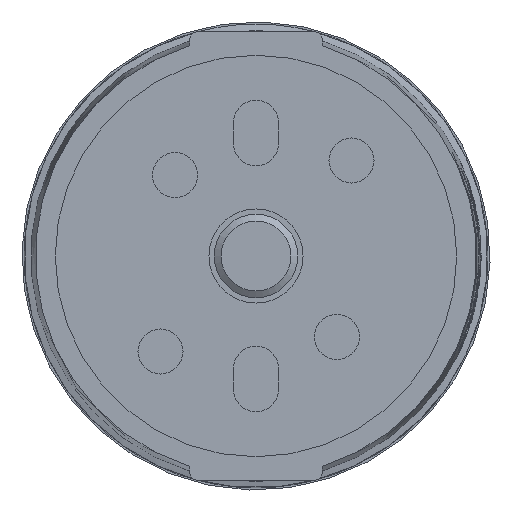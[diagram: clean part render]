
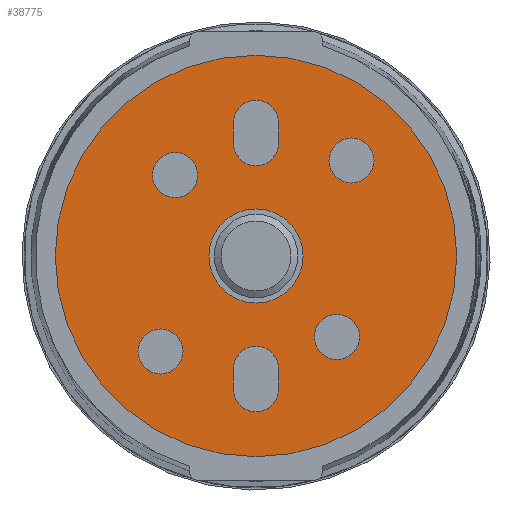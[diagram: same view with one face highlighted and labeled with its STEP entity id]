
A CAD part, front view. The second image highlights one B-rep face of the part: STEP entity #38775.
In plain terms, the highlighted planar face has unit normal (0, -1, 0).
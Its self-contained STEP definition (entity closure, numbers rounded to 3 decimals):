
#290 = CARTESIAN_POINT ( 'NONE',  ( -21.213, 0., -21.213 ) ) ;
#489 = CARTESIAN_POINT ( 'NONE',  ( 5., 0., 0. ) ) ;
#648 = CARTESIAN_POINT ( 'NONE',  ( 21.213, 0., 21.213 ) ) ;
#1042 = EDGE_CURVE ( 'NONE', #36496, #36496, #41138, .T. ) ;
#1274 = EDGE_CURVE ( 'NONE', #18237, #34836, #23360, .T. ) ;
#2533 = CARTESIAN_POINT ( 'NONE',  ( 0., 0., 0. ) ) ;
#2703 = DIRECTION ( 'NONE',  ( 0., 0., -1. ) ) ;
#3100 = DIRECTION ( 'NONE',  ( 0., 0., 1. ) ) ;
#3536 = CARTESIAN_POINT ( 'NONE',  ( -17.961, 0., 17.961 ) ) ;
#3681 = VERTEX_POINT ( 'NONE', #14511 ) ;
#6195 = ORIENTED_EDGE ( 'NONE', *, *, #29665, .F. ) ;
#6451 = FACE_BOUND ( 'NONE', #8562, .T. ) ;
#7166 = CARTESIAN_POINT ( 'NONE',  ( 0., 0., -10.45 ) ) ;
#7906 = CARTESIAN_POINT ( 'NONE',  ( 17.961, 0., -12.961 ) ) ;
#8197 = DIRECTION ( 'NONE',  ( 0., 0., 1. ) ) ;
#8371 = EDGE_CURVE ( 'NONE', #3681, #3681, #31896, .T. ) ;
#8562 = EDGE_LOOP ( 'NONE', ( #9638 ) ) ;
#9276 = CARTESIAN_POINT ( 'NONE',  ( 0., 0., 29.6 ) ) ;
#9304 = VECTOR ( 'NONE', #8197, 1000. ) ;
#9346 = AXIS2_PLACEMENT_3D ( 'NONE', #20977, #12973, #13141 ) ;
#9638 = ORIENTED_EDGE ( 'NONE', *, *, #8371, .F. ) ;
#9778 = AXIS2_PLACEMENT_3D ( 'NONE', #290, #24830, #41546 ) ;
#9802 = CARTESIAN_POINT ( 'NONE',  ( 5., 0., -29.6 ) ) ;
#10015 = VERTEX_POINT ( 'NONE', #29692 ) ;
#10240 = CIRCLE ( 'NONE', #24506, 10.45 ) ;
#10459 = FACE_BOUND ( 'NONE', #21058, .T. ) ;
#11109 = AXIS2_PLACEMENT_3D ( 'NONE', #11932, #45258, #53689 ) ;
#11696 = ORIENTED_EDGE ( 'NONE', *, *, #30871, .F. ) ;
#11932 = CARTESIAN_POINT ( 'NONE',  ( 0., 0., 0. ) ) ;
#12973 = DIRECTION ( 'NONE',  ( 0., -1., 0. ) ) ;
#13128 = DIRECTION ( 'NONE',  ( 0., 0., 1. ) ) ;
#13141 = DIRECTION ( 'NONE',  ( 0., 0., 1. ) ) ;
#13148 = EDGE_LOOP ( 'NONE', ( #38111 ) ) ;
#13227 = CIRCLE ( 'NONE', #51119, 5. ) ;
#13557 = VERTEX_POINT ( 'NONE', #7166 ) ;
#14511 = CARTESIAN_POINT ( 'NONE',  ( -21.213, 0., -16.213 ) ) ;
#14533 = LINE ( 'NONE', #489, #9304 ) ;
#14893 = ORIENTED_EDGE ( 'NONE', *, *, #19613, .F. ) ;
#15198 = DIRECTION ( 'NONE',  ( 0., -1., 0. ) ) ;
#16016 = DIRECTION ( 'NONE',  ( 0., 0., 1. ) ) ;
#16127 = DIRECTION ( 'NONE',  ( 0., 0., 1. ) ) ;
#16363 = VECTOR ( 'NONE', #3100, 1000. ) ;
#16612 = DIRECTION ( 'NONE',  ( 0., 1., 0. ) ) ;
#16845 = CARTESIAN_POINT ( 'NONE',  ( 0., 0., 25. ) ) ;
#17613 = FACE_BOUND ( 'NONE', #24652, .T. ) ;
#17937 = EDGE_CURVE ( 'NONE', #36086, #54326, #50823, .T. ) ;
#17983 = AXIS2_PLACEMENT_3D ( 'NONE', #648, #50693, #13128 ) ;
#18237 = VERTEX_POINT ( 'NONE', #27216 ) ;
#18710 = CARTESIAN_POINT ( 'NONE',  ( -5., 0., 0. ) ) ;
#19053 = ORIENTED_EDGE ( 'NONE', *, *, #36734, .F. ) ;
#19392 = VERTEX_POINT ( 'NONE', #45493 ) ;
#19613 = EDGE_CURVE ( 'NONE', #37831, #37831, #13227, .T. ) ;
#20106 = EDGE_CURVE ( 'NONE', #54326, #18237, #45197, .T. ) ;
#20977 = CARTESIAN_POINT ( 'NONE',  ( 0., 0., -25. ) ) ;
#20984 = CARTESIAN_POINT ( 'NONE',  ( 0., 0., 0. ) ) ;
#21058 = EDGE_LOOP ( 'NONE', ( #19053, #39280, #11696, #41183 ) ) ;
#21300 = EDGE_CURVE ( 'NONE', #13557, #13557, #10240, .T. ) ;
#21536 = CARTESIAN_POINT ( 'NONE',  ( -5., 0., -25. ) ) ;
#21540 = FACE_BOUND ( 'NONE', #49831, .T. ) ;
#22169 = CARTESIAN_POINT ( 'NONE',  ( 0., 0., -29.6 ) ) ;
#22262 = EDGE_LOOP ( 'NONE', ( #14893 ) ) ;
#23051 = EDGE_LOOP ( 'NONE', ( #53181 ) ) ;
#23277 = AXIS2_PLACEMENT_3D ( 'NONE', #35164, #26716, #51886 ) ;
#23360 = CIRCLE ( 'NONE', #45227, 5. ) ;
#24506 = AXIS2_PLACEMENT_3D ( 'NONE', #2533, #15198, #2703 ) ;
#24652 = EDGE_LOOP ( 'NONE', ( #35560 ) ) ;
#24830 = DIRECTION ( 'NONE',  ( 0., -1., 0. ) ) ;
#24975 = DIRECTION ( 'NONE',  ( 0., -1., 0. ) ) ;
#25380 = DIRECTION ( 'NONE',  ( 0., 0., 1. ) ) ;
#25475 = CARTESIAN_POINT ( 'NONE',  ( 5., 0., 25. ) ) ;
#25533 = DIRECTION ( 'NONE',  ( 0., -1., 0. ) ) ;
#26529 = LINE ( 'NONE', #40125, #52165 ) ;
#26716 = DIRECTION ( 'NONE',  ( 0., -1., 0. ) ) ;
#26924 = DIRECTION ( 'NONE',  ( 0., 0., -1. ) ) ;
#27216 = CARTESIAN_POINT ( 'NONE',  ( 5., 0., 29.6 ) ) ;
#28009 = AXIS2_PLACEMENT_3D ( 'NONE', #20984, #16612, #25380 ) ;
#28128 = FACE_BOUND ( 'NONE', #22262, .T. ) ;
#28176 = CIRCLE ( 'NONE', #17983, 5. ) ;
#28404 = CARTESIAN_POINT ( 'NONE',  ( 5., 0., 0. ) ) ;
#29429 = EDGE_CURVE ( 'NONE', #10015, #50208, #50229, .T. ) ;
#29665 = EDGE_CURVE ( 'NONE', #34836, #36086, #26529, .T. ) ;
#29692 = CARTESIAN_POINT ( 'NONE',  ( -5., 0., -29.6 ) ) ;
#29922 = CARTESIAN_POINT ( 'NONE',  ( -5., 0., 29.6 ) ) ;
#29952 = DIRECTION ( 'NONE',  ( 0., 0., 1. ) ) ;
#30080 = FACE_BOUND ( 'NONE', #43672, .T. ) ;
#30604 = DIRECTION ( 'NONE',  ( 0., 0., 1. ) ) ;
#30871 = EDGE_CURVE ( 'NONE', #50208, #54026, #14533, .T. ) ;
#31597 = ORIENTED_EDGE ( 'NONE', *, *, #20106, .F. ) ;
#31896 = CIRCLE ( 'NONE', #9778, 5. ) ;
#32015 = CARTESIAN_POINT ( 'NONE',  ( -5., 0., 25. ) ) ;
#32319 = ORIENTED_EDGE ( 'NONE', *, *, #1274, .F. ) ;
#32839 = AXIS2_PLACEMENT_3D ( 'NONE', #22169, #51539, #30604 ) ;
#32992 = LINE ( 'NONE', #18710, #49448 ) ;
#34025 = FACE_BOUND ( 'NONE', #23051, .T. ) ;
#34836 = VERTEX_POINT ( 'NONE', #29922 ) ;
#35164 = CARTESIAN_POINT ( 'NONE',  ( 17.961, 0., -17.961 ) ) ;
#35328 = FACE_OUTER_BOUND ( 'NONE', #13148, .T. ) ;
#35560 = ORIENTED_EDGE ( 'NONE', *, *, #48376, .F. ) ;
#36086 = VERTEX_POINT ( 'NONE', #32015 ) ;
#36421 = VERTEX_POINT ( 'NONE', #21536 ) ;
#36496 = VERTEX_POINT ( 'NONE', #48460 ) ;
#36734 = EDGE_CURVE ( 'NONE', #36421, #10015, #32992, .T. ) ;
#37831 = VERTEX_POINT ( 'NONE', #40703 ) ;
#38111 = ORIENTED_EDGE ( 'NONE', *, *, #1042, .F. ) ;
#38775 = ADVANCED_FACE ( 'NONE', ( #30080, #28128, #17613, #34025, #6451, #21540, #10459, #35328 ), #41748, .F. ) ;
#39280 = ORIENTED_EDGE ( 'NONE', *, *, #43844, .F. ) ;
#40125 = CARTESIAN_POINT ( 'NONE',  ( -5., 0., 0. ) ) ;
#40703 = CARTESIAN_POINT ( 'NONE',  ( -17.961, 0., 22.961 ) ) ;
#41138 = CIRCLE ( 'NONE', #11109, 44.6 ) ;
#41183 = ORIENTED_EDGE ( 'NONE', *, *, #29429, .F. ) ;
#41546 = DIRECTION ( 'NONE',  ( 0., 0., 1. ) ) ;
#41748 = PLANE ( 'NONE',  #28009 ) ;
#43672 = EDGE_LOOP ( 'NONE', ( #53961 ) ) ;
#43725 = CARTESIAN_POINT ( 'NONE',  ( 5., 0., -25. ) ) ;
#43844 = EDGE_CURVE ( 'NONE', #54026, #36421, #48145, .T. ) ;
#45083 = DIRECTION ( 'NONE',  ( 0., 0., -1. ) ) ;
#45197 = LINE ( 'NONE', #28404, #16363 ) ;
#45227 = AXIS2_PLACEMENT_3D ( 'NONE', #9276, #25533, #29952 ) ;
#45258 = DIRECTION ( 'NONE',  ( 0., 1., 0. ) ) ;
#45493 = CARTESIAN_POINT ( 'NONE',  ( 21.213, 0., 26.213 ) ) ;
#46224 = DIRECTION ( 'NONE',  ( 0., -1., 0. ) ) ;
#47063 = EDGE_CURVE ( 'NONE', #19392, #19392, #28176, .T. ) ;
#48145 = CIRCLE ( 'NONE', #9346, 5. ) ;
#48376 = EDGE_CURVE ( 'NONE', #48962, #48962, #52251, .T. ) ;
#48460 = CARTESIAN_POINT ( 'NONE',  ( 0., 0., 44.6 ) ) ;
#48962 = VERTEX_POINT ( 'NONE', #7906 ) ;
#49280 = AXIS2_PLACEMENT_3D ( 'NONE', #16845, #46224, #16127 ) ;
#49448 = VECTOR ( 'NONE', #26924, 1000. ) ;
#49831 = EDGE_LOOP ( 'NONE', ( #31597, #51509, #6195, #32319 ) ) ;
#50208 = VERTEX_POINT ( 'NONE', #9802 ) ;
#50229 = CIRCLE ( 'NONE', #32839, 5. ) ;
#50693 = DIRECTION ( 'NONE',  ( 0., -1., 0. ) ) ;
#50823 = CIRCLE ( 'NONE', #49280, 5. ) ;
#51119 = AXIS2_PLACEMENT_3D ( 'NONE', #3536, #24975, #16016 ) ;
#51509 = ORIENTED_EDGE ( 'NONE', *, *, #17937, .F. ) ;
#51539 = DIRECTION ( 'NONE',  ( 0., -1., 0. ) ) ;
#51886 = DIRECTION ( 'NONE',  ( 0., 0., 1. ) ) ;
#52165 = VECTOR ( 'NONE', #45083, 1000. ) ;
#52251 = CIRCLE ( 'NONE', #23277, 5. ) ;
#53181 = ORIENTED_EDGE ( 'NONE', *, *, #47063, .F. ) ;
#53689 = DIRECTION ( 'NONE',  ( 0., 0., 1. ) ) ;
#53961 = ORIENTED_EDGE ( 'NONE', *, *, #21300, .F. ) ;
#54026 = VERTEX_POINT ( 'NONE', #43725 ) ;
#54326 = VERTEX_POINT ( 'NONE', #25475 ) ;
